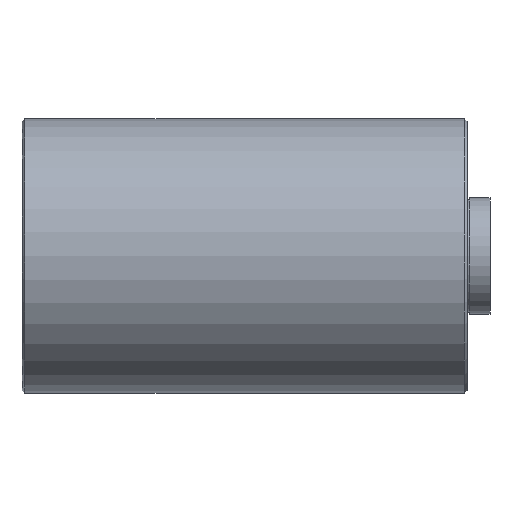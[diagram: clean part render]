
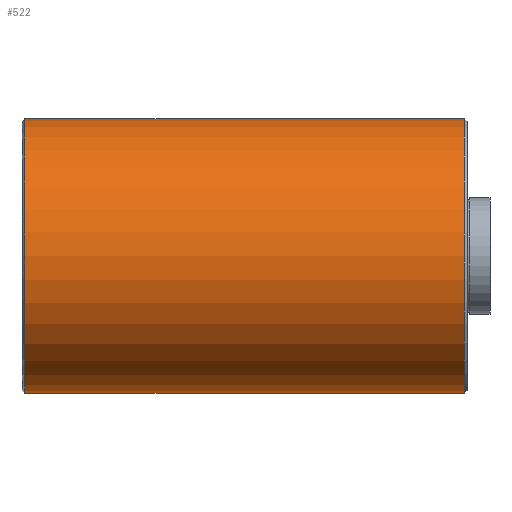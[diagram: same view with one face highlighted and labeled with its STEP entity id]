
A CAD part, top view. The second image highlights one B-rep face of the part: STEP entity #522.
In plain terms, the highlighted cylindrical face has radius 33 mm (diameter 66 mm), a partial arc.
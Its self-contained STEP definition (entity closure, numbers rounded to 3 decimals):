
#76=FACE_OUTER_BOUND('',#143,.F.);
#143=EDGE_LOOP('',(#276,#277,#278,#279));
#276=ORIENTED_EDGE('',*,*,#899,.T.);
#277=ORIENTED_EDGE('',*,*,#866,.T.);
#278=ORIENTED_EDGE('',*,*,#900,.F.);
#279=ORIENTED_EDGE('',*,*,#861,.T.);
#522=ADVANCED_FACE('',(#76),#587,.T.);
#587=CYLINDRICAL_SURFACE('',#1209,33.);
#633=CIRCLE('',#1122,33.);
#638=CIRCLE('',#1127,33.);
#727=LINE('',#1844,#791);
#728=LINE('',#1845,#792);
#791=VECTOR('',#1372,105.6);
#792=VECTOR('',#1373,105.6);
#861=EDGE_CURVE('',#1052,#1051,#633,.T.);
#866=EDGE_CURVE('',#1046,#1045,#638,.T.);
#899=EDGE_CURVE('',#1051,#1046,#727,.T.);
#900=EDGE_CURVE('',#1052,#1045,#728,.T.);
#1045=VERTEX_POINT('',#1698);
#1046=VERTEX_POINT('',#1699);
#1051=VERTEX_POINT('',#1704);
#1052=VERTEX_POINT('',#1705);
#1122=AXIS2_PLACEMENT_3D('',#1762,#1306,#1307);
#1127=AXIS2_PLACEMENT_3D('',#1767,#1316,#1317);
#1209=AXIS2_PLACEMENT_3D('',#1943,#1528,#1529);
#1306=DIRECTION('',(1.,0.,0.));
#1307=DIRECTION('',(0.,1.,0.));
#1316=DIRECTION('',(-1.,0.,0.));
#1317=DIRECTION('',(0.,-1.,0.));
#1372=DIRECTION('',(-1.,0.,0.));
#1373=DIRECTION('',(-1.,0.,0.));
#1528=DIRECTION('',(1.,0.,0.));
#1529=DIRECTION('',(0.,1.,0.));
#1698=CARTESIAN_POINT('',(0.7,33.,0.));
#1699=CARTESIAN_POINT('',(0.7,-33.,0.));
#1704=CARTESIAN_POINT('',(106.3,-33.,0.));
#1705=CARTESIAN_POINT('',(106.3,33.,0.));
#1762=CARTESIAN_POINT('',(106.3,0.,0.));
#1767=CARTESIAN_POINT('',(0.7,0.,0.));
#1844=CARTESIAN_POINT('',(106.3,-33.,0.));
#1845=CARTESIAN_POINT('',(106.3,33.,0.));
#1943=CARTESIAN_POINT('',(107.,0.,0.));
